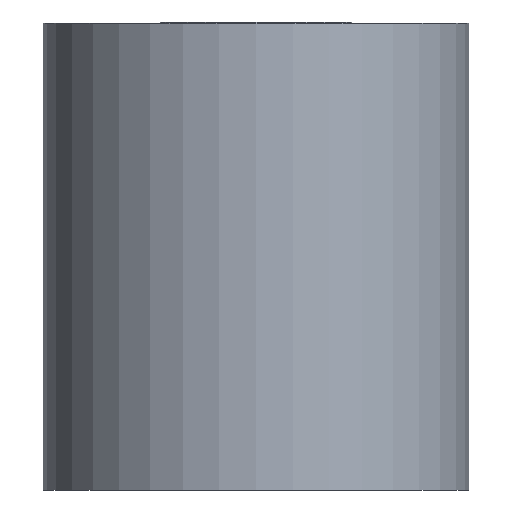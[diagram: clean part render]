
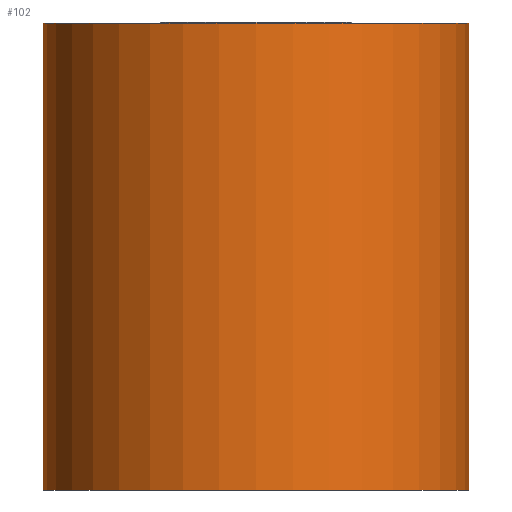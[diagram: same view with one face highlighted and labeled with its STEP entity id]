
A CAD part, front view. The second image highlights one B-rep face of the part: STEP entity #102.
In plain terms, the highlighted cylindrical face has radius 10 mm (diameter 20 mm), a full revolution.
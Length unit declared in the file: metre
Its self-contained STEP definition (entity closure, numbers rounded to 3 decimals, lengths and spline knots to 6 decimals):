
#20=ORIENTED_EDGE('',*,*,#36,.F.);
#21=ORIENTED_EDGE('',*,*,#37,.T.);
#36=EDGE_CURVE('',#44,#44,#52,.T.);
#37=EDGE_CURVE('',#45,#45,#53,.T.);
#44=VERTEX_POINT('',#239);
#45=VERTEX_POINT('',#241);
#52=CIRCLE('',#182,0.01);
#53=CIRCLE('',#183,0.01);
#60=EDGE_LOOP('',(#20));
#61=EDGE_LOOP('',(#21));
#76=FACE_BOUND('',#60,.T.);
#77=FACE_BOUND('',#61,.T.);
#91=CYLINDRICAL_SURFACE('',#181,0.01);
#102=ADVANCED_FACE('',(#76,#77),#91,.T.);
#181=AXIS2_PLACEMENT_3D('',#237,#203,#204);
#182=AXIS2_PLACEMENT_3D('',#238,#205,#206);
#183=AXIS2_PLACEMENT_3D('',#240,#207,#208);
#203=DIRECTION('',(0.,0.,-1.));
#204=DIRECTION('',(-1.,0.,0.));
#205=DIRECTION('',(0.,0.,1.));
#206=DIRECTION('',(1.,0.,0.));
#207=DIRECTION('',(0.,0.,1.));
#208=DIRECTION('',(1.,0.,0.));
#237=CARTESIAN_POINT('',(0.,0.,0.02195));
#238=CARTESIAN_POINT('',(0.,0.,0.02195));
#239=CARTESIAN_POINT('',(0.01,0.,0.02195));
#240=CARTESIAN_POINT('',(0.,0.,0.));
#241=CARTESIAN_POINT('',(0.01,0.,0.));
